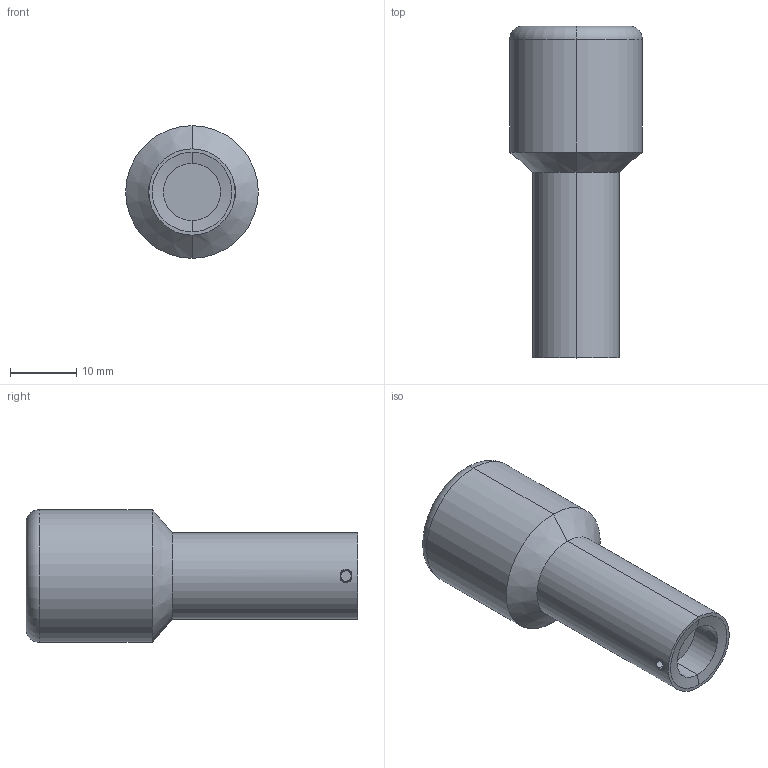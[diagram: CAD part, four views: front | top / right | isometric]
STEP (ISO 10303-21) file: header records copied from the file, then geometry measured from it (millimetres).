
FILE_DESCRIPTION (( 'STEP AP203' ), '1' );
FILE_NAME ('06ETB-2.STEP', '2016-05-09T09:25:26', ( '' ), ( '' ), 'SwSTEP 2.0', 'SolidWorks 2016', '' );
FILE_SCHEMA (( 'CONFIG_CONTROL_DESIGN' ));
Length unit declared in the file: millimetre
Products named in the file (1): 06ETB-2
Bounding box: 20 x 50 x 20 mm (x, y, z)
Volume: 9984.6 mm3; surface area: 3161.3 mm2
Topology: 3 solids, 3 shells, 49 faces, 104 edges, 64 vertices
Faces by surface type: plane 21, cylinder 14, cone 12, torus 2
Entity records: 1485 total; most frequent: CARTESIAN_POINT 334, DIRECTION 230, ORIENTED_EDGE 208, EDGE_CURVE 104, AXIS2_PLACEMENT_3D 84, VERTEX_POINT 64, VECTOR 62, LINE 62
